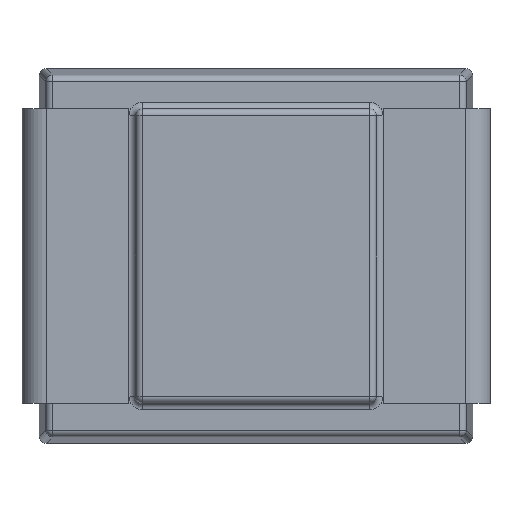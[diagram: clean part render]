
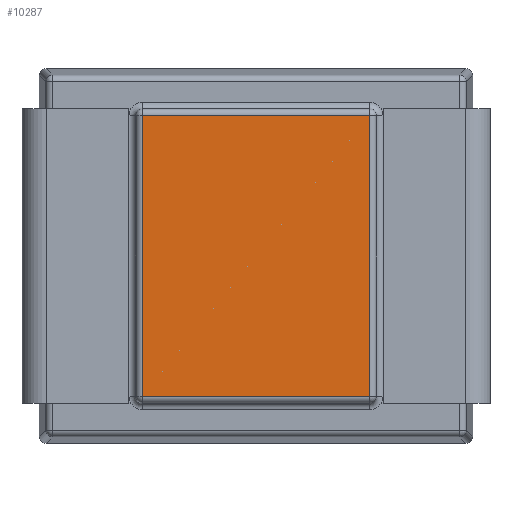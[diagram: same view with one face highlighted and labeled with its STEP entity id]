
A CAD part, front view. The second image highlights one B-rep face of the part: STEP entity #10287.
In plain terms, the highlighted planar face has unit normal (0, -1, 0).
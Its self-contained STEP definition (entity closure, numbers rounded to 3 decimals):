
#3353=DIRECTION('',(0.,0.,1.));
#3354=VECTOR('',#3353,2.1);
#3355=CARTESIAN_POINT('',(0.85,0.03,-1.05));
#3356=LINE('',#3355,#3354);
#3360=DIRECTION('',(1.,0.,0.));
#3361=VECTOR('',#3360,1.7);
#3362=CARTESIAN_POINT('',(-0.85,0.03,-1.05));
#3363=LINE('',#3362,#3361);
#3367=DIRECTION('',(0.,0.,-1.));
#3368=VECTOR('',#3367,2.1);
#3369=CARTESIAN_POINT('',(-0.85,0.03,1.05));
#3370=LINE('',#3369,#3368);
#3374=DIRECTION('',(-1.,0.,0.));
#3375=VECTOR('',#3374,1.7);
#3376=CARTESIAN_POINT('',(0.85,0.03,1.05));
#3377=LINE('',#3376,#3375);
#6852=CARTESIAN_POINT('',(0.85,0.03,-1.05));
#6853=CARTESIAN_POINT('',(0.85,0.03,1.05));
#6854=VERTEX_POINT('',#6852);
#6855=VERTEX_POINT('',#6853);
#6860=CARTESIAN_POINT('',(-0.85,0.03,1.05));
#6861=VERTEX_POINT('',#6860);
#6866=CARTESIAN_POINT('',(-0.85,0.03,-1.05));
#6867=VERTEX_POINT('',#6866);
#10273=CARTESIAN_POINT('',(0.,0.03,0.));
#10274=DIRECTION('',(0.,-1.,0.));
#10275=DIRECTION('',(1.,0.,0.));
#10276=AXIS2_PLACEMENT_3D('',#10273,#10274,#10275);
#10277=PLANE('',#10276);
#10279=ORIENTED_EDGE('',*,*,#10278,.F.);
#10281=ORIENTED_EDGE('',*,*,#10280,.F.);
#10283=ORIENTED_EDGE('',*,*,#10282,.F.);
#10284=ORIENTED_EDGE('',*,*,#10263,.F.);
#10285=EDGE_LOOP('',(#10279,#10281,#10283,#10284));
#10286=FACE_OUTER_BOUND('',#10285,.F.);
#10287=ADVANCED_FACE('',(#10286),#10277,.T.);
#10263=EDGE_CURVE('',#6855,#6861,#3377,.T.);
#10278=EDGE_CURVE('',#6854,#6855,#3356,.T.);
#10280=EDGE_CURVE('',#6867,#6854,#3363,.T.);
#10282=EDGE_CURVE('',#6861,#6867,#3370,.T.);
